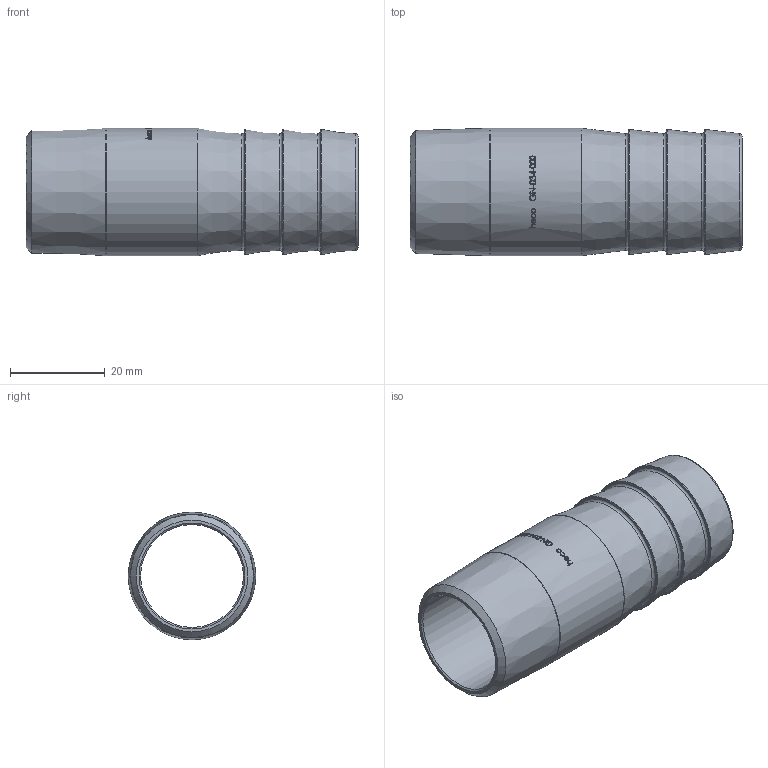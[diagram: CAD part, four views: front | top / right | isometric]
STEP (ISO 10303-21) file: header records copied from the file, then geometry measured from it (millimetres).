
FILE_DESCRIPTION (( 'STEP AP214' ), '1' );
FILE_NAME ('GN-034-000-x Gewindeschlauchnippel 2208.STEP', '2022-08-08T10:52:14', ( '' ), ( '' ), 'SwSTEP 2.0', 'SolidWorks 2019', '' );
FILE_SCHEMA (( 'AUTOMOTIVE_DESIGN' ));
Length unit declared in the file: millimetre
Products named in the file (1): GN-034-000-x Gewindeschlauchnippel 2208
Bounding box: 70 x 26.9 x 26.9 mm (x, y, z)
Volume: 11536.2 mm3; surface area: 10843.2 mm2
Topology: 1 solids, 1 shells, 191 faces, 493 edges, 326 vertices
Faces by surface type: bspline 102, plane 46, cylinder 24, cone 11, torus 8
Full cylindrical faces by diameter (mm): 21.699 x1, 26.899 x1, 26.9 x1
Entity records: 16166 total; most frequent: CARTESIAN_POINT 10743, ORIENTED_EDGE 920, EDGE_CURVE 460, DIRECTION 393, B_SPLINE_CURVE_WITH_KNOTS 318, VERTEX_POINT 315, EDGE_LOOP 237, FACE_OUTER_BOUND 202
